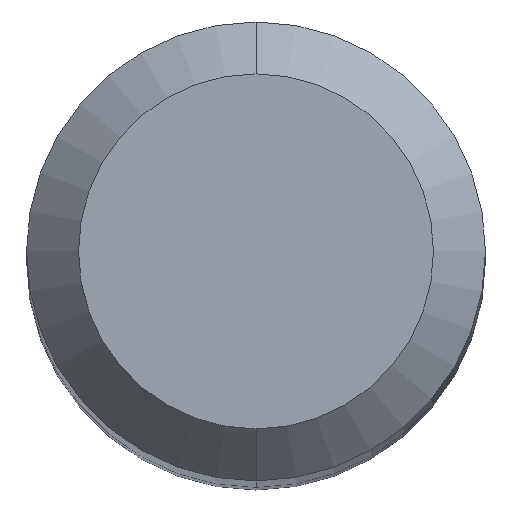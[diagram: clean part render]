
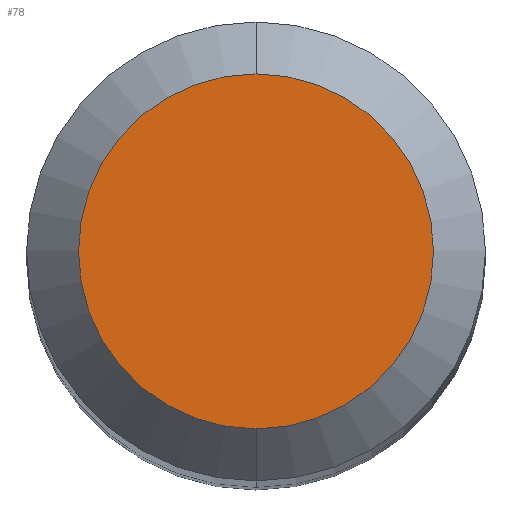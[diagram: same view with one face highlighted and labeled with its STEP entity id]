
A CAD part, top view. The second image highlights one B-rep face of the part: STEP entity #78.
In plain terms, the highlighted planar face has unit normal (0, 0, 1).
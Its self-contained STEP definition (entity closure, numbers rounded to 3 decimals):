
#22 = CARTESIAN_POINT ( 'NONE',  ( 0., 0., 62. ) ) ;
#78 = ADVANCED_FACE ( 'NONE', ( #173 ), #276, .F. ) ;
#79 = ORIENTED_EDGE ( 'NONE', *, *, #151, .F. ) ;
#87 = DIRECTION ( 'NONE',  ( 0., 1., 0. ) ) ;
#111 = CARTESIAN_POINT ( 'NONE',  ( 0., 2.05, 62. ) ) ;
#115 = AXIS2_PLACEMENT_3D ( 'NONE', #277, #324, #87 ) ;
#117 = DIRECTION ( 'NONE',  ( 0., 0., -1. ) ) ;
#136 = DIRECTION ( 'NONE',  ( 0., 0., -1. ) ) ;
#137 = ORIENTED_EDGE ( 'NONE', *, *, #329, .F. ) ;
#149 = AXIS2_PLACEMENT_3D ( 'NONE', #22, #136, #160 ) ;
#151 = EDGE_CURVE ( 'NONE', #287, #184, #307, .T. ) ;
#160 = DIRECTION ( 'NONE',  ( 0., 1., 0. ) ) ;
#166 = AXIS2_PLACEMENT_3D ( 'NONE', #244, #117, #220 ) ;
#173 = FACE_OUTER_BOUND ( 'NONE', #293, .T. ) ;
#184 = VERTEX_POINT ( 'NONE', #302 ) ;
#220 = DIRECTION ( 'NONE',  ( 0., 1., 0. ) ) ;
#244 = CARTESIAN_POINT ( 'NONE',  ( 0., 0., 62. ) ) ;
#269 = CIRCLE ( 'NONE', #149, 2.05 ) ;
#276 = PLANE ( 'NONE',  #115 ) ;
#277 = CARTESIAN_POINT ( 'NONE',  ( 0., 0., 62. ) ) ;
#287 = VERTEX_POINT ( 'NONE', #111 ) ;
#293 = EDGE_LOOP ( 'NONE', ( #79, #137 ) ) ;
#302 = CARTESIAN_POINT ( 'NONE',  ( 0., -2.05, 62. ) ) ;
#307 = CIRCLE ( 'NONE', #166, 2.05 ) ;
#324 = DIRECTION ( 'NONE',  ( 0., 0., -1. ) ) ;
#329 = EDGE_CURVE ( 'NONE', #184, #287, #269, .T. ) ;
